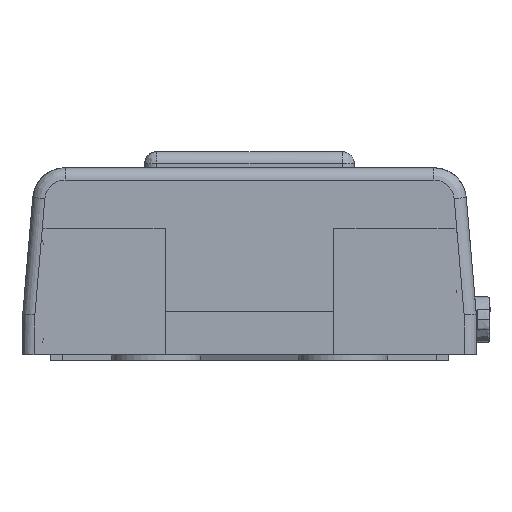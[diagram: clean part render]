
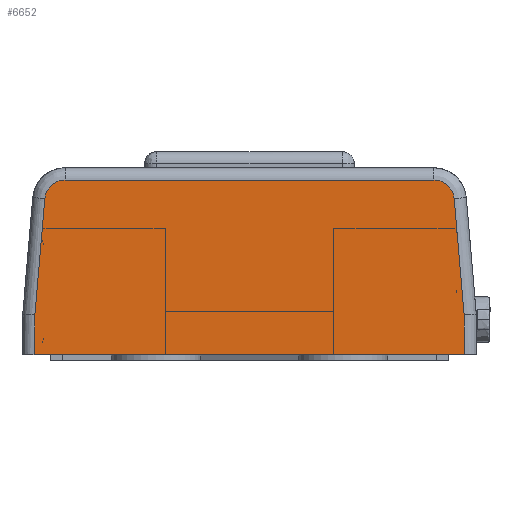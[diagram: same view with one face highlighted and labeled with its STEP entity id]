
A CAD part, left-side view. The second image highlights one B-rep face of the part: STEP entity #6652.
In plain terms, the highlighted planar face has unit normal (-1, 0, 0).
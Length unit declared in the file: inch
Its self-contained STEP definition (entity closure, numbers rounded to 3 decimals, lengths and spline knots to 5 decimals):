
#212 = CARTESIAN_POINT ( 'NONE',  ( -12.79528, 0.89355, 0.84646 ) ) ;
#231 = CARTESIAN_POINT ( 'NONE',  ( -12.79528, -0.92894, 0.84217 ) ) ;
#536 = CARTESIAN_POINT ( 'NONE',  ( -12.79528, 0.95104, 0.82886 ) ) ;
#600 = CARTESIAN_POINT ( 'NONE',  ( -12.79528, 0.98732, 0.78043 ) ) ;
#1320 = CARTESIAN_POINT ( 'NONE',  ( -12.79528, 0.99161, 0.7565 ) ) ;
#1727 = CARTESIAN_POINT ( 'NONE',  ( -12.79528, -0.95981, 0.8237 ) ) ;
#1942 = CARTESIAN_POINT ( 'NONE',  ( -12.79528, -0.98316, 0.79433 ) ) ;
#2482 = DIRECTION ( 'NONE',  ( 0., 0.086, 0.996 ) ) ;
#2618 = VERTEX_POINT ( 'NONE', #19006 ) ;
#2647 = CARTESIAN_POINT ( 'NONE',  ( -12.79528, -1.0433, 0.85492 ) ) ;
#2965 = EDGE_CURVE ( 'NONE', #2618, #6324, #20605, .T. ) ;
#3076 = ORIENTED_EDGE ( 'NONE', *, *, #2965, .T. ) ;
#3675 = VERTEX_POINT ( 'NONE', #19468 ) ;
#3779 = EDGE_CURVE ( 'NONE', #13004, #19793, #6633, .T. ) ;
#3928 = CARTESIAN_POINT ( 'NONE',  ( -12.79528, 0.89355, 0.84646 ) ) ;
#4294 = DIRECTION ( 'NONE',  ( -1., 0., 0. ) ) ;
#4605 = CARTESIAN_POINT ( 'NONE',  ( -12.79528, 0.89355, 0.84646 ) ) ;
#5100 = ORIENTED_EDGE ( 'NONE', *, *, #13780, .T. ) ;
#5428 = AXIS2_PLACEMENT_3D ( 'NONE', #2647, #4294, #9476 ) ;
#5674 = CARTESIAN_POINT ( 'NONE',  ( -12.79528, 0.9178, 0.84421 ) ) ;
#6162 = FACE_OUTER_BOUND ( 'NONE', #8342, .T. ) ;
#6324 = VERTEX_POINT ( 'NONE', #18057 ) ;
#6560 = CARTESIAN_POINT ( 'NONE',  ( -12.79528, 1.0433, 0. ) ) ;
#6633 = LINE ( 'NONE', #212, #16996 ) ;
#6652 = ADVANCED_FACE ( 'NONE', ( #6162 ), #12300, .T. ) ;
#6848 = VECTOR ( 'NONE', #14066, 39.37008 ) ;
#8046 = VERTEX_POINT ( 'NONE', #18282 ) ;
#8342 = EDGE_LOOP ( 'NONE', ( #12402, #12577, #19618, #17326, #3076, #11059, #5100, #16940 ) ) ;
#8724 = CARTESIAN_POINT ( 'NONE',  ( -12.79528, 0.99161, 0.7565 ) ) ;
#8977 = CARTESIAN_POINT ( 'NONE',  ( -12.79528, -1.03992, 0.1938 ) ) ;
#9373 = LINE ( 'NONE', #10770, #9886 ) ;
#9377 = DIRECTION ( 'NONE',  ( 0., 0.086, -0.996 ) ) ;
#9476 = DIRECTION ( 'NONE',  ( 0., 0., 1. ) ) ;
#9886 = VECTOR ( 'NONE', #10842, 39.37008 ) ;
#9930 = CARTESIAN_POINT ( 'NONE',  ( -12.79528, -0.89355, 0.84646 ) ) ;
#10358 = CARTESIAN_POINT ( 'NONE',  ( -12.79528, 0.97643, 0.80253 ) ) ;
#10658 = LINE ( 'NONE', #20807, #17743 ) ;
#10770 = CARTESIAN_POINT ( 'NONE',  ( -12.79528, 1.03992, 0.1938 ) ) ;
#10842 = DIRECTION ( 'NONE',  ( 0., 0.017, -1. ) ) ;
#11059 = ORIENTED_EDGE ( 'NONE', *, *, #13861, .T. ) ;
#11091 = VERTEX_POINT ( 'NONE', #13350 ) ;
#11600 = CARTESIAN_POINT ( 'NONE',  ( -12.79528, -0.90535, 0.84646 ) ) ;
#12300 = PLANE ( 'NONE',  #5428 ) ;
#12402 = ORIENTED_EDGE ( 'NONE', *, *, #19778, .T. ) ;
#12577 = ORIENTED_EDGE ( 'NONE', *, *, #14007, .F. ) ;
#13004 = VERTEX_POINT ( 'NONE', #4605 ) ;
#13350 = CARTESIAN_POINT ( 'NONE',  ( -12.79528, -1.03992, 0.1938 ) ) ;
#13352 = DIRECTION ( 'NONE',  ( 0., -1., 0. ) ) ;
#13525 = CARTESIAN_POINT ( 'NONE',  ( -12.79528, -0.89355, 0.84646 ) ) ;
#13780 = EDGE_CURVE ( 'NONE', #17928, #8046, #15413, .T. ) ;
#13861 = EDGE_CURVE ( 'NONE', #6324, #17928, #9373, .T. ) ;
#14007 = EDGE_CURVE ( 'NONE', #19793, #3675, #14436, .T. ) ;
#14066 = DIRECTION ( 'NONE',  ( 0., -1., 0. ) ) ;
#14135 = LINE ( 'NONE', #8977, #21030 ) ;
#14436 = B_SPLINE_CURVE_WITH_KNOTS ( 'NONE', 3,
 ( #9930, #11600, #231, #1727, #1942, #18069, #17912 ),
 .UNSPECIFIED., .F., .F.,
 ( 4, 1, 1, 1, 4 ),
 ( 0., 0.24217, 0.48437, 0.72657, 1. ),
 .UNSPECIFIED. ) ;
#15413 = LINE ( 'NONE', #15484, #6848 ) ;
#15484 = CARTESIAN_POINT ( 'NONE',  ( -12.79528, -1.0433, 0. ) ) ;
#15900 = DIRECTION ( 'NONE',  ( 0., 0.017, 1. ) ) ;
#16707 = CARTESIAN_POINT ( 'NONE',  ( -12.79528, 0.94072, 0.8353 ) ) ;
#16774 = CARTESIAN_POINT ( 'NONE',  ( -12.79528, 0.90583, 0.84647 ) ) ;
#16846 = EDGE_CURVE ( 'NONE', #13004, #2618, #18150, .T. ) ;
#16940 = ORIENTED_EDGE ( 'NONE', *, *, #17179, .T. ) ;
#16996 = VECTOR ( 'NONE', #13352, 39.37008 ) ;
#17179 = EDGE_CURVE ( 'NONE', #8046, #11091, #10658, .T. ) ;
#17326 = ORIENTED_EDGE ( 'NONE', *, *, #16846, .T. ) ;
#17743 = VECTOR ( 'NONE', #15900, 39.37008 ) ;
#17912 = CARTESIAN_POINT ( 'NONE',  ( -12.79528, -0.99161, 0.7565 ) ) ;
#17928 = VERTEX_POINT ( 'NONE', #6560 ) ;
#18057 = CARTESIAN_POINT ( 'NONE',  ( -12.79528, 1.03992, 0.1938 ) ) ;
#18069 = CARTESIAN_POINT ( 'NONE',  ( -12.79528, -0.99048, 0.76976 ) ) ;
#18150 = B_SPLINE_CURVE_WITH_KNOTS ( 'NONE', 3,
 ( #3928, #16774, #5674, #16707, #536, #18362, #10358, #600, #18496, #8724 ),
 .UNSPECIFIED., .F., .F.,
 ( 4, 2, 2, 2, 4 ),
 ( 0., 0.25, 0.5, 0.75, 1. ),
 .UNSPECIFIED. ) ;
#18282 = CARTESIAN_POINT ( 'NONE',  ( -12.79528, -1.0433, 0. ) ) ;
#18362 = CARTESIAN_POINT ( 'NONE',  ( -12.79528, 0.96916, 0.81225 ) ) ;
#18496 = CARTESIAN_POINT ( 'NONE',  ( -12.79528, 0.99056, 0.76877 ) ) ;
#19006 = CARTESIAN_POINT ( 'NONE',  ( -12.79528, 0.99161, 0.7565 ) ) ;
#19468 = CARTESIAN_POINT ( 'NONE',  ( -12.79528, -0.99161, 0.7565 ) ) ;
#19618 = ORIENTED_EDGE ( 'NONE', *, *, #3779, .F. ) ;
#19778 = EDGE_CURVE ( 'NONE', #11091, #3675, #14135, .T. ) ;
#19793 = VERTEX_POINT ( 'NONE', #13525 ) ;
#20335 = VECTOR ( 'NONE', #9377, 39.37008 ) ;
#20605 = LINE ( 'NONE', #1320, #20335 ) ;
#20807 = CARTESIAN_POINT ( 'NONE',  ( -12.79528, -1.0433, 0. ) ) ;
#21030 = VECTOR ( 'NONE', #2482, 39.37008 ) ;
